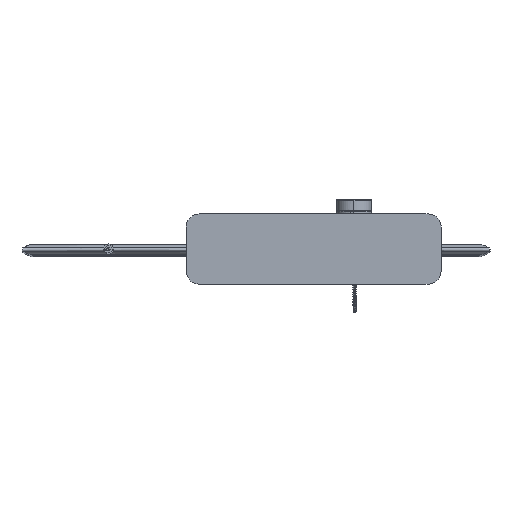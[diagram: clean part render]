
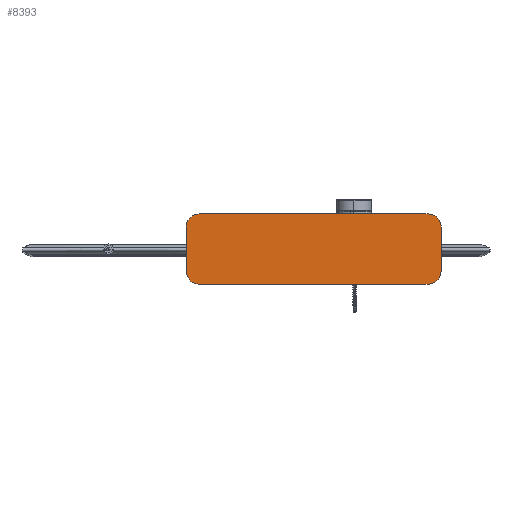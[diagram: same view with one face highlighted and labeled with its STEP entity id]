
A CAD part, top view. The second image highlights one B-rep face of the part: STEP entity #8393.
In plain terms, the highlighted planar face has unit normal (0, 0, 1).
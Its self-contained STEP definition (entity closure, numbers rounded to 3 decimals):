
#8393=ADVANCED_FACE('',(#9238),#21285,.T.);
#9238=FACE_OUTER_BOUND('',#10112,.T.);
#10112=EDGE_LOOP('',(#13355,#13356,#13357,#13358,#13359,#13360,#13361,#13362));
#13355=ORIENTED_EDGE('',*,*,#15995,.F.);
#13356=ORIENTED_EDGE('',*,*,#15962,.F.);
#13357=ORIENTED_EDGE('',*,*,#15994,.F.);
#13358=ORIENTED_EDGE('',*,*,#15960,.F.);
#13359=ORIENTED_EDGE('',*,*,#15993,.F.);
#13360=ORIENTED_EDGE('',*,*,#15958,.F.);
#13361=ORIENTED_EDGE('',*,*,#15992,.F.);
#13362=ORIENTED_EDGE('',*,*,#15956,.F.);
#15956=EDGE_CURVE('',#20132,#20129,#18613,.T.);
#15958=EDGE_CURVE('',#20136,#20133,#18615,.T.);
#15960=EDGE_CURVE('',#20140,#20137,#18617,.T.);
#15962=EDGE_CURVE('',#20144,#20141,#18619,.T.);
#15992=EDGE_CURVE('',#20129,#20136,#17377,.T.);
#15993=EDGE_CURVE('',#20133,#20140,#17378,.T.);
#15994=EDGE_CURVE('',#20137,#20144,#17379,.T.);
#15995=EDGE_CURVE('',#20141,#20132,#17380,.T.);
#17377=(
BOUNDED_CURVE()
B_SPLINE_CURVE(2,(#49420,#49421,#49422,#49423,#49424),.UNSPECIFIED.,.F.,
 .F.)
B_SPLINE_CURVE_WITH_KNOTS((3,2,3),(496.172,513.155,530.137),
 .UNSPECIFIED.)
CURVE()
GEOMETRIC_REPRESENTATION_ITEM()
RATIONAL_B_SPLINE_CURVE((1.,0.924,1.,0.924,1.))
REPRESENTATION_ITEM('')
);
#17378=(
BOUNDED_CURVE()
B_SPLINE_CURVE(2,(#49425,#49426,#49427,#49428,#49429),.UNSPECIFIED.,.F.,
 .F.)
B_SPLINE_CURVE_WITH_KNOTS((3,2,3),(599.259,616.241,633.223),
 .UNSPECIFIED.)
CURVE()
GEOMETRIC_REPRESENTATION_ITEM()
RATIONAL_B_SPLINE_CURVE((1.,0.924,1.,0.924,1.))
REPRESENTATION_ITEM('')
);
#17379=(
BOUNDED_CURVE()
B_SPLINE_CURVE(2,(#49430,#49431,#49432,#49433,#49434),.UNSPECIFIED.,.F.,
 .F.)
B_SPLINE_CURVE_WITH_KNOTS((3,2,3),(992.345,1009.327,1026.309),
 .UNSPECIFIED.)
CURVE()
GEOMETRIC_REPRESENTATION_ITEM()
RATIONAL_B_SPLINE_CURVE((1.,0.924,1.,0.924,1.))
REPRESENTATION_ITEM('')
);
#17380=(
BOUNDED_CURVE()
B_SPLINE_CURVE(2,(#49435,#49436,#49437,#49438,#49439),.UNSPECIFIED.,.F.,
 .F.)
B_SPLINE_CURVE_WITH_KNOTS((3,2,3),(1095.431,1112.413,1129.395),
 .UNSPECIFIED.)
CURVE()
GEOMETRIC_REPRESENTATION_ITEM()
RATIONAL_B_SPLINE_CURVE((1.,0.924,1.,0.924,1.))
REPRESENTATION_ITEM('')
);
#18613=B_SPLINE_CURVE_WITH_KNOTS('',1,(#49309,#49310),.UNSPECIFIED.,.F.,
 .F.,(2,2),(0.,359.122),.UNSPECIFIED.);
#18615=B_SPLINE_CURVE_WITH_KNOTS('',1,(#49313,#49314),.UNSPECIFIED.,.F.,
 .F.,(2,2),(0.,69.122),.UNSPECIFIED.);
#18617=B_SPLINE_CURVE_WITH_KNOTS('',1,(#49317,#49318),.UNSPECIFIED.,.F.,
 .F.,(2,2),(0.,359.122),.UNSPECIFIED.);
#18619=B_SPLINE_CURVE_WITH_KNOTS('',1,(#49321,#49322),.UNSPECIFIED.,.F.,
 .F.,(2,2),(0.,69.122),.UNSPECIFIED.);
#20129=VERTEX_POINT('',#49255);
#20132=VERTEX_POINT('',#49258);
#20133=VERTEX_POINT('',#49259);
#20136=VERTEX_POINT('',#49262);
#20137=VERTEX_POINT('',#49263);
#20140=VERTEX_POINT('',#49266);
#20141=VERTEX_POINT('',#49267);
#20144=VERTEX_POINT('',#49270);
#21285=PLANE('',#21809);
#21809=AXIS2_PLACEMENT_3D('',#49179,#22206,$);
#22206=DIRECTION('',(0.,0.,1.));
#49179=CARTESIAN_POINT('',(5201.719,56.167,954.572));
#49255=CARTESIAN_POINT('',(5585.342,55.066,954.572));
#49258=CARTESIAN_POINT('',(5226.22,55.066,954.572));
#49259=CARTESIAN_POINT('',(5605.841,-34.555,954.572));
#49262=CARTESIAN_POINT('',(5605.841,34.567,954.572));
#49263=CARTESIAN_POINT('',(5226.22,-55.054,954.572));
#49266=CARTESIAN_POINT('',(5585.342,-55.054,954.572));
#49267=CARTESIAN_POINT('',(5205.721,34.567,954.572));
#49270=CARTESIAN_POINT('',(5205.721,-34.555,954.572));
#49309=CARTESIAN_POINT('',(5226.22,55.066,954.572));
#49310=CARTESIAN_POINT('',(5585.342,55.066,954.572));
#49313=CARTESIAN_POINT('',(5605.841,34.567,954.572));
#49314=CARTESIAN_POINT('',(5605.841,-34.555,954.572));
#49317=CARTESIAN_POINT('',(5585.342,-55.054,954.572));
#49318=CARTESIAN_POINT('',(5226.22,-55.054,954.572));
#49321=CARTESIAN_POINT('',(5205.721,-34.555,954.572));
#49322=CARTESIAN_POINT('',(5205.721,34.567,954.572));
#49420=CARTESIAN_POINT('',(5585.342,55.066,954.572));
#49421=CARTESIAN_POINT('',(5593.833,55.066,954.572));
#49422=CARTESIAN_POINT('',(5599.837,49.062,954.572));
#49423=CARTESIAN_POINT('',(5605.841,43.058,954.572));
#49424=CARTESIAN_POINT('',(5605.841,34.567,954.572));
#49425=CARTESIAN_POINT('',(5605.841,-34.555,954.572));
#49426=CARTESIAN_POINT('',(5605.841,-43.046,954.572));
#49427=CARTESIAN_POINT('',(5599.837,-49.05,954.572));
#49428=CARTESIAN_POINT('',(5593.833,-55.054,954.572));
#49429=CARTESIAN_POINT('',(5585.342,-55.054,954.572));
#49430=CARTESIAN_POINT('',(5226.22,-55.054,954.572));
#49431=CARTESIAN_POINT('',(5217.729,-55.054,954.572));
#49432=CARTESIAN_POINT('',(5211.725,-49.05,954.572));
#49433=CARTESIAN_POINT('',(5205.721,-43.046,954.572));
#49434=CARTESIAN_POINT('',(5205.721,-34.555,954.572));
#49435=CARTESIAN_POINT('',(5205.721,34.567,954.572));
#49436=CARTESIAN_POINT('',(5205.721,43.058,954.572));
#49437=CARTESIAN_POINT('',(5211.725,49.062,954.572));
#49438=CARTESIAN_POINT('',(5217.729,55.066,954.572));
#49439=CARTESIAN_POINT('',(5226.22,55.066,954.572));
